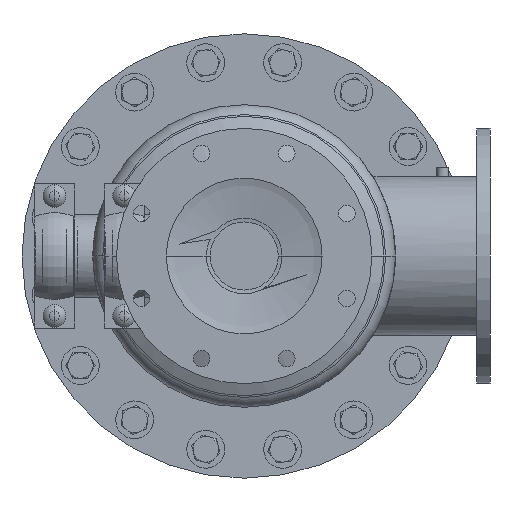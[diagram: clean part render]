
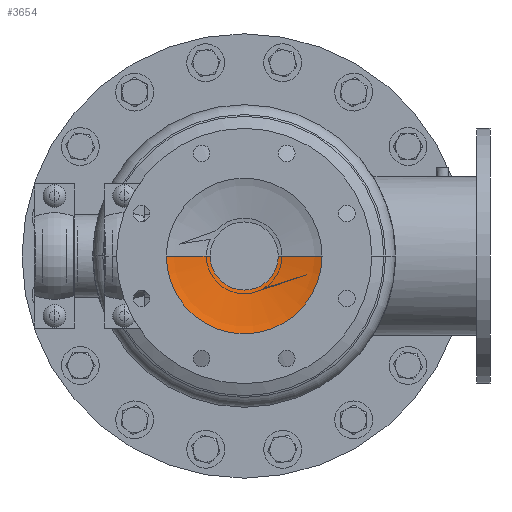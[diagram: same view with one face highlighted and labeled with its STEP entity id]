
A CAD part, front view. The second image highlights one B-rep face of the part: STEP entity #3654.
In plain terms, the highlighted toroidal (fillet/blend) face has major radius 0 mm and minor radius 401.4 mm.
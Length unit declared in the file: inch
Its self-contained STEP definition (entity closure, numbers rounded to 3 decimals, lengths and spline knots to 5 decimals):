
#297 = AXIS2_PLACEMENT_3D ( 'NONE', #2231, #13082, #20964 ) ;
#2231 = CARTESIAN_POINT ( 'NONE',  ( 0., 35.8321, 0. ) ) ;
#2552 = CIRCLE ( 'NONE', #12278, 7.38598 ) ;
#2563 = VERTEX_POINT ( 'NONE', #12925 ) ;
#3654 = ADVANCED_FACE ( 'NONE', ( #37879 ), #28439, .F. ) ;
#4125 = EDGE_CURVE ( 'NONE', #45243, #8266, #2552, .T. ) ;
#5175 = CIRCLE ( 'NONE', #41543, 15.80315 ) ;
#6049 = DIRECTION ( 'NONE',  ( 0., 0., 1. ) ) ;
#7069 = DIRECTION ( 'NONE',  ( 0., -1., 0. ) ) ;
#8266 = VERTEX_POINT ( 'NONE', #40300 ) ;
#9114 = CARTESIAN_POINT ( 'NONE',  ( -7.38598, 49.80303, 0. ) ) ;
#11337 = CARTESIAN_POINT ( 'NONE',  ( 0., 35.8321, 0. ) ) ;
#12184 = EDGE_CURVE ( 'NONE', #27296, #45243, #5175, .T. ) ;
#12278 = AXIS2_PLACEMENT_3D ( 'NONE', #45645, #19700, #23640 ) ;
#12925 = CARTESIAN_POINT ( 'NONE',  ( 1.80315, 51.53204, 0. ) ) ;
#13082 = DIRECTION ( 'NONE',  ( 0., 0., -1. ) ) ;
#16247 = CIRCLE ( 'NONE', #36067, 1.80315 ) ;
#17235 = ORIENTED_EDGE ( 'NONE', *, *, #35612, .F. ) ;
#17859 = ORIENTED_EDGE ( 'NONE', *, *, #4125, .T. ) ;
#18927 = EDGE_CURVE ( 'NONE', #2563, #8266, #26559, .T. ) ;
#19700 = DIRECTION ( 'NONE',  ( 0., -1., 0. ) ) ;
#19753 = ORIENTED_EDGE ( 'NONE', *, *, #12184, .T. ) ;
#20964 = DIRECTION ( 'NONE',  ( -1., 0., 0. ) ) ;
#21842 = DIRECTION ( 'NONE',  ( 0., -1., 0. ) ) ;
#22635 = ORIENTED_EDGE ( 'NONE', *, *, #18927, .F. ) ;
#23640 = DIRECTION ( 'NONE',  ( 0., 0., -1. ) ) ;
#26559 = CIRCLE ( 'NONE', #297, 15.80315 ) ;
#27296 = VERTEX_POINT ( 'NONE', #30971 ) ;
#28439 = TOROIDAL_SURFACE ( 'NONE', #38461, 0., 15.80315 ) ;
#30971 = CARTESIAN_POINT ( 'NONE',  ( -1.80315, 51.53204, 0. ) ) ;
#35612 = EDGE_CURVE ( 'NONE', #27296, #2563, #16247, .T. ) ;
#36067 = AXIS2_PLACEMENT_3D ( 'NONE', #36788, #21842, #43395 ) ;
#36788 = CARTESIAN_POINT ( 'NONE',  ( 0., 51.53204, 0. ) ) ;
#37200 = DIRECTION ( 'NONE',  ( 1., 0., 0. ) ) ;
#37879 = FACE_OUTER_BOUND ( 'NONE', #44173, .T. ) ;
#38461 = AXIS2_PLACEMENT_3D ( 'NONE', #11337, #7069, #37200 ) ;
#39310 = CARTESIAN_POINT ( 'NONE',  ( 0., 35.8321, 0. ) ) ;
#40300 = CARTESIAN_POINT ( 'NONE',  ( 7.38598, 49.80303, 0. ) ) ;
#41543 = AXIS2_PLACEMENT_3D ( 'NONE', #39310, #6049, #43232 ) ;
#43232 = DIRECTION ( 'NONE',  ( 1., 0., 0. ) ) ;
#43395 = DIRECTION ( 'NONE',  ( 1., 0., 0. ) ) ;
#44173 = EDGE_LOOP ( 'NONE', ( #17235, #19753, #17859, #22635 ) ) ;
#45243 = VERTEX_POINT ( 'NONE', #9114 ) ;
#45645 = CARTESIAN_POINT ( 'NONE',  ( 0., 49.80303, 0. ) ) ;
